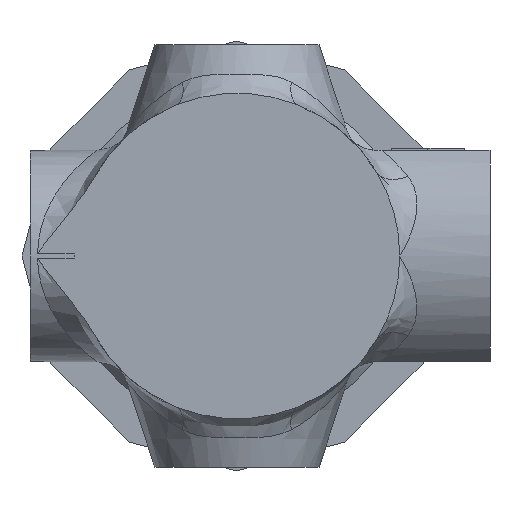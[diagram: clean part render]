
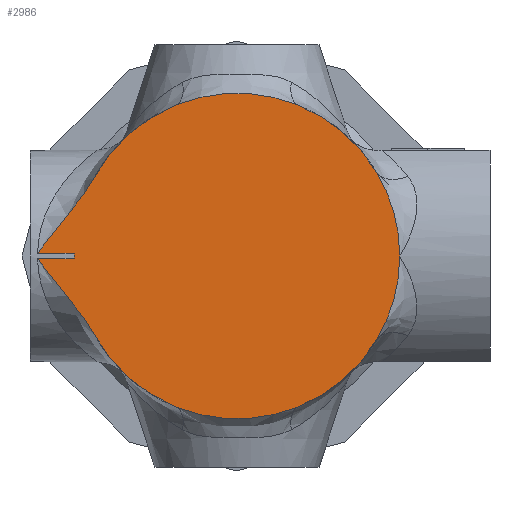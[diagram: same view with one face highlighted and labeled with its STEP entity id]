
A CAD part, front view. The second image highlights one B-rep face of the part: STEP entity #2986.
In plain terms, the highlighted planar face has unit normal (0, -1, 0).
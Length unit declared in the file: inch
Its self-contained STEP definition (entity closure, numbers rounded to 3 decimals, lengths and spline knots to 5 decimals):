
#56=B_SPLINE_CURVE_WITH_KNOTS('',3,(#5325,#5326,#5327,#5328,#5329,#5330,
#5331,#5332,#5333,#5334,#5335,#5336,#5337,#5338,#5339,#5340,#5341,#5342,
#5343,#5344,#5345,#5346,#5347,#5348,#5349),.UNSPECIFIED.,.F.,.F.,(4,3,3,
3,3,3,3,3,4),(0.,0.00013,0.00027,
0.00053,0.00106,0.00212,0.00424,
0.00636,0.00849),.UNSPECIFIED.);
#57=B_SPLINE_CURVE_WITH_KNOTS('',3,(#5355,#5356,#5357,#5358,#5359,#5360,
#5361,#5362,#5363,#5364,#5365,#5366,#5367,#5368,#5369,#5370,#5371,#5372,
#5373,#5374,#5375,#5376,#5377,#5378,#5379,#5380,#5381,#5382),
 .UNSPECIFIED.,.F.,.F.,(4,3,3,3,3,3,3,3,3,4),(0.,0.00212,0.00423,
0.00635,0.00741,0.00794,0.0082,
0.00834,0.0084,0.00847),
 .UNSPECIFIED.);
#210=CIRCLE('',#3182,0.57756);
#211=CIRCLE('',#3184,0.57756);
#212=CIRCLE('',#3187,0.57756);
#213=CIRCLE('',#3192,0.57756);
#214=CIRCLE('',#3194,0.57747);
#215=CIRCLE('',#3195,0.57756);
#216=CIRCLE('',#3196,0.57756);
#217=CIRCLE('',#3197,0.57756);
#218=CIRCLE('',#3198,0.57756);
#347=FACE_OUTER_BOUND('',#538,.T.);
#538=EDGE_LOOP('',(#2044,#2045,#2046,#2047,#2048,#2049,#2050,#2051,#2052,
#2053,#2054,#2055,#2056));
#724=LINE('',#4755,#958);
#725=LINE('',#4759,#959);
#958=VECTOR('',#3574,0.12997);
#959=VECTOR('',#3577,0.12997);
#1216=VERTEX_POINT('',#4713);
#1217=VERTEX_POINT('',#4754);
#1218=VERTEX_POINT('',#4756);
#1219=VERTEX_POINT('',#4758);
#1230=VERTEX_POINT('',#5012);
#1231=VERTEX_POINT('',#5013);
#1233=VERTEX_POINT('',#5046);
#1235=VERTEX_POINT('',#5067);
#1239=VERTEX_POINT('',#5223);
#1240=VERTEX_POINT('',#5224);
#1258=VERTEX_POINT('',#5294);
#1259=VERTEX_POINT('',#5314);
#1260=VERTEX_POINT('',#5351);
#1520=EDGE_CURVE('',#1217,#1216,#724,.T.);
#1522=EDGE_CURVE('',#1219,#1218,#725,.T.);
#1535=EDGE_CURVE('',#1230,#1231,#210,.T.);
#1540=EDGE_CURVE('',#1233,#1235,#211,.T.);
#1545=EDGE_CURVE('',#1239,#1240,#212,.T.);
#1564=EDGE_CURVE('',#1259,#1258,#213,.T.);
#1566=EDGE_CURVE('',#1217,#1218,#214,.T.);
#1567=EDGE_CURVE('',#1216,#1230,#56,.T.);
#1568=EDGE_CURVE('',#1231,#1239,#215,.T.);
#1569=EDGE_CURVE('',#1240,#1260,#216,.T.);
#1570=EDGE_CURVE('',#1260,#1259,#217,.T.);
#1571=EDGE_CURVE('',#1258,#1233,#218,.T.);
#1572=EDGE_CURVE('',#1235,#1219,#57,.T.);
#2044=ORIENTED_EDGE('',*,*,#1522,.T.);
#2045=ORIENTED_EDGE('',*,*,#1566,.F.);
#2046=ORIENTED_EDGE('',*,*,#1520,.T.);
#2047=ORIENTED_EDGE('',*,*,#1567,.T.);
#2048=ORIENTED_EDGE('',*,*,#1535,.T.);
#2049=ORIENTED_EDGE('',*,*,#1568,.T.);
#2050=ORIENTED_EDGE('',*,*,#1545,.T.);
#2051=ORIENTED_EDGE('',*,*,#1569,.T.);
#2052=ORIENTED_EDGE('',*,*,#1570,.T.);
#2053=ORIENTED_EDGE('',*,*,#1564,.T.);
#2054=ORIENTED_EDGE('',*,*,#1571,.T.);
#2055=ORIENTED_EDGE('',*,*,#1540,.T.);
#2056=ORIENTED_EDGE('',*,*,#1572,.T.);
#2693=PLANE('',#3193);
#2986=ADVANCED_FACE('',(#347),#2693,.F.);
#3182=AXIS2_PLACEMENT_3D('',#5014,#3591,#3592);
#3184=AXIS2_PLACEMENT_3D('',#5081,#3595,#3596);
#3187=AXIS2_PLACEMENT_3D('',#5225,#3602,#3603);
#3192=AXIS2_PLACEMENT_3D('',#5315,#3625,#3626);
#3193=AXIS2_PLACEMENT_3D('',#5323,#3627,#3628);
#3194=AXIS2_PLACEMENT_3D('',#5324,#3629,#3630);
#3195=AXIS2_PLACEMENT_3D('',#5350,#3631,#3632);
#3196=AXIS2_PLACEMENT_3D('',#5352,#3633,#3634);
#3197=AXIS2_PLACEMENT_3D('',#5353,#3635,#3636);
#3198=AXIS2_PLACEMENT_3D('',#5354,#3637,#3638);
#3574=DIRECTION('',(-1.,0.,0.));
#3577=DIRECTION('',(1.,0.,0.));
#3591=DIRECTION('center_axis',(0.,-1.,0.));
#3592=DIRECTION('ref_axis',(0.,0.,-1.));
#3595=DIRECTION('center_axis',(0.,-1.,0.));
#3596=DIRECTION('ref_axis',(0.,0.,-1.));
#3602=DIRECTION('center_axis',(0.,-1.,0.));
#3603=DIRECTION('ref_axis',(0.,0.,-1.));
#3625=DIRECTION('center_axis',(0.,-1.,0.));
#3626=DIRECTION('ref_axis',(0.,0.,-1.));
#3627=DIRECTION('center_axis',(0.,1.,0.));
#3628=DIRECTION('ref_axis',(0.,0.,1.));
#3629=DIRECTION('center_axis',(0.,1.,0.));
#3630=DIRECTION('ref_axis',(0.,0.,1.));
#3631=DIRECTION('center_axis',(0.,-1.,0.));
#3632=DIRECTION('ref_axis',(0.,0.,-1.));
#3633=DIRECTION('center_axis',(0.,-1.,0.));
#3634=DIRECTION('ref_axis',(0.,0.,-1.));
#3635=DIRECTION('center_axis',(0.,-1.,0.));
#3636=DIRECTION('ref_axis',(0.,0.,-1.));
#3637=DIRECTION('center_axis',(0.,-1.,0.));
#3638=DIRECTION('ref_axis',(0.,0.,-1.));
#4713=CARTESIAN_POINT('',(-0.70735,-0.3748,-0.01016));
#4754=CARTESIAN_POINT('',(-0.57738,-0.3748,-0.01016));
#4755=CARTESIAN_POINT('',(-0.57738,-0.3748,-0.01016));
#4756=CARTESIAN_POINT('',(-0.57738,-0.3748,0.01016));
#4758=CARTESIAN_POINT('',(-0.70735,-0.3748,0.01016));
#4759=CARTESIAN_POINT('',(-0.70735,-0.3748,0.01016));
#5012=CARTESIAN_POINT('',(-0.50727,-0.3748,-0.27613));
#5013=CARTESIAN_POINT('',(-0.21537,-0.3748,-0.5359));
#5014=CARTESIAN_POINT('Origin',(0.,-0.3748,0.));
#5046=CARTESIAN_POINT('',(-0.21537,-0.3748,0.5359));
#5067=CARTESIAN_POINT('',(-0.50727,-0.3748,0.27613));
#5081=CARTESIAN_POINT('Origin',(0.,-0.3748,0.));
#5223=CARTESIAN_POINT('',(0.21537,-0.3748,-0.5359));
#5224=CARTESIAN_POINT('',(0.49526,-0.3748,-0.29714));
#5225=CARTESIAN_POINT('Origin',(0.,-0.3748,0.));
#5294=CARTESIAN_POINT('',(0.21537,-0.3748,0.5359));
#5314=CARTESIAN_POINT('',(0.49526,-0.3748,0.29714));
#5315=CARTESIAN_POINT('Origin',(0.,-0.3748,0.));
#5323=CARTESIAN_POINT('Origin',(0.,-0.3748,
0.));
#5324=CARTESIAN_POINT('Origin',(0.,-0.3748,0.));
#5325=CARTESIAN_POINT('Ctrl Pts',(-0.70735,-0.3748,
-0.01016));
#5326=CARTESIAN_POINT('Ctrl Pts',(-0.70557,-0.3748,
-0.01016));
#5327=CARTESIAN_POINT('Ctrl Pts',(-0.70411,-0.3748,-0.01142));
#5328=CARTESIAN_POINT('Ctrl Pts',(-0.70286,-0.3748,
-0.01263));
#5329=CARTESIAN_POINT('Ctrl Pts',(-0.70162,-0.3748,
-0.01384));
#5330=CARTESIAN_POINT('Ctrl Pts',(-0.70052,-0.3748,
-0.01518));
#5331=CARTESIAN_POINT('Ctrl Pts',(-0.69945,-0.3748,
-0.01654));
#5332=CARTESIAN_POINT('Ctrl Pts',(-0.6973,-0.3748,
-0.01927));
#5333=CARTESIAN_POINT('Ctrl Pts',(-0.69529,-0.3748,
-0.02211));
#5334=CARTESIAN_POINT('Ctrl Pts',(-0.69328,-0.3748,
-0.02494));
#5335=CARTESIAN_POINT('Ctrl Pts',(-0.68927,-0.3748,
-0.03061));
#5336=CARTESIAN_POINT('Ctrl Pts',(-0.68531,-0.3748,
-0.03632));
#5337=CARTESIAN_POINT('Ctrl Pts',(-0.6813,-0.3748,
-0.04199));
#5338=CARTESIAN_POINT('Ctrl Pts',(-0.67326,-0.3748,
-0.05332));
#5339=CARTESIAN_POINT('Ctrl Pts',(-0.66502,-0.3748,
-0.0645));
#5340=CARTESIAN_POINT('Ctrl Pts',(-0.65659,-0.3748,
-0.07555));
#5341=CARTESIAN_POINT('Ctrl Pts',(-0.63973,-0.3748,
-0.09763));
#5342=CARTESIAN_POINT('Ctrl Pts',(-0.62212,-0.3748,
-0.11916));
#5343=CARTESIAN_POINT('Ctrl Pts',(-0.60454,-0.3748,
-0.14071));
#5344=CARTESIAN_POINT('Ctrl Pts',(-0.58697,-0.3748,
-0.16227));
#5345=CARTESIAN_POINT('Ctrl Pts',(-0.56943,-0.3748,
-0.18385));
#5346=CARTESIAN_POINT('Ctrl Pts',(-0.55287,-0.3748,
-0.20616));
#5347=CARTESIAN_POINT('Ctrl Pts',(-0.53631,-0.3748,
-0.22847));
#5348=CARTESIAN_POINT('Ctrl Pts',(-0.52069,-0.3748,
-0.25148));
#5349=CARTESIAN_POINT('Ctrl Pts',(-0.50727,-0.3748,
-0.27613));
#5350=CARTESIAN_POINT('Origin',(0.,-0.3748,0.));
#5351=CARTESIAN_POINT('',(0.57756,-0.3748,0.));
#5352=CARTESIAN_POINT('Origin',(0.,-0.3748,0.));
#5353=CARTESIAN_POINT('Origin',(0.,-0.3748,0.));
#5354=CARTESIAN_POINT('Origin',(0.,-0.3748,0.));
#5355=CARTESIAN_POINT('Ctrl Pts',(-0.50727,-0.3748,
0.27613));
#5356=CARTESIAN_POINT('Ctrl Pts',(-0.52069,-0.3748,
0.25148));
#5357=CARTESIAN_POINT('Ctrl Pts',(-0.53631,-0.3748,
0.22847));
#5358=CARTESIAN_POINT('Ctrl Pts',(-0.55287,-0.3748,
0.20616));
#5359=CARTESIAN_POINT('Ctrl Pts',(-0.56943,-0.3748,
0.18385));
#5360=CARTESIAN_POINT('Ctrl Pts',(-0.58697,-0.3748,0.16227));
#5361=CARTESIAN_POINT('Ctrl Pts',(-0.60454,-0.3748,
0.14071));
#5362=CARTESIAN_POINT('Ctrl Pts',(-0.62212,-0.3748,
0.11916));
#5363=CARTESIAN_POINT('Ctrl Pts',(-0.63973,-0.3748,
0.09763));
#5364=CARTESIAN_POINT('Ctrl Pts',(-0.65659,-0.3748,
0.07555));
#5365=CARTESIAN_POINT('Ctrl Pts',(-0.66503,-0.3748,
0.0645));
#5366=CARTESIAN_POINT('Ctrl Pts',(-0.67326,-0.3748,
0.05331));
#5367=CARTESIAN_POINT('Ctrl Pts',(-0.6813,-0.3748,
0.04198));
#5368=CARTESIAN_POINT('Ctrl Pts',(-0.68532,-0.3748,
0.03632));
#5369=CARTESIAN_POINT('Ctrl Pts',(-0.68928,-0.3748,
0.03061));
#5370=CARTESIAN_POINT('Ctrl Pts',(-0.69329,-0.3748,
0.02493));
#5371=CARTESIAN_POINT('Ctrl Pts',(-0.69529,-0.3748,
0.0221));
#5372=CARTESIAN_POINT('Ctrl Pts',(-0.6973,-0.3748,
0.01926));
#5373=CARTESIAN_POINT('Ctrl Pts',(-0.69945,-0.3748,
0.01654));
#5374=CARTESIAN_POINT('Ctrl Pts',(-0.70053,-0.3748,
0.01517));
#5375=CARTESIAN_POINT('Ctrl Pts',(-0.70164,-0.3748,
0.01382));
#5376=CARTESIAN_POINT('Ctrl Pts',(-0.70288,-0.3748,
0.01262));
#5377=CARTESIAN_POINT('Ctrl Pts',(-0.70349,-0.3748,
0.01201));
#5378=CARTESIAN_POINT('Ctrl Pts',(-0.70414,-0.3748,
0.01144));
#5379=CARTESIAN_POINT('Ctrl Pts',(-0.70488,-0.3748,
0.01098));
#5380=CARTESIAN_POINT('Ctrl Pts',(-0.70562,-0.3748,
0.01051));
#5381=CARTESIAN_POINT('Ctrl Pts',(-0.70646,-0.3748,
0.01016));
#5382=CARTESIAN_POINT('Ctrl Pts',(-0.70735,-0.3748,
0.01016));
